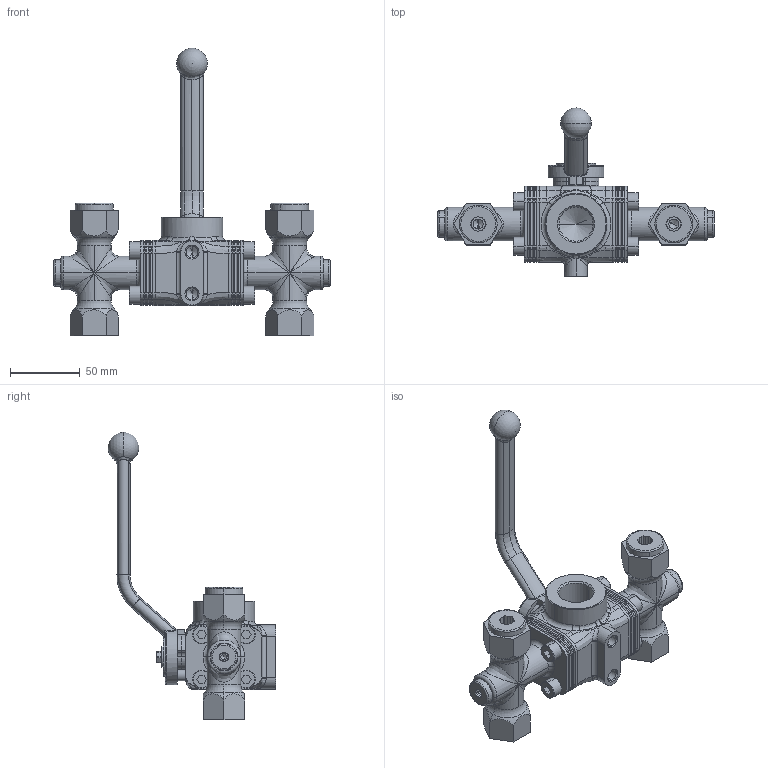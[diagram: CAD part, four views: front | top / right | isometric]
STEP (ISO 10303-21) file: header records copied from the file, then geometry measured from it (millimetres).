
FILE_DESCRIPTION (( 'STEP AP214' ), '1' );
FILE_NAME ('2700-B02-GF-A01-15-f+f-20+15-M4541.STEP', '2016-02-18T15:22:35', ( '' ), ( '' ), 'SwSTEP 2.0', 'SolidWorks 2014', '' );
FILE_SCHEMA (( 'AUTOMOTIVE_DESIGN' ));
Length unit declared in the file: millimetre
Products named in the file (3): 2700B02GFA0115FF2015M4541-Hebel; 2700B01GFA0115FF2015M4541-Basis; 2700-B02-GF-A01-15-f+f-20+15-M4541
Assembly tree (2 placements, depth 2):
  2700-B02-GF-A01-15-f+f-20+15-M4541
    2700B01GFA0115FF2015M4541-Basis
    2700B02GFA0115FF2015M4541-Hebel
Bounding box: 198 x 120.2 x 206 mm (x, y, z)
Volume: 368562.1 mm3; surface area: 103474.5 mm2
Topology: 22 solids, 22 shells, 1438 faces, 3475 edges, 2118 vertices
Faces by surface type: plane 556, cylinder 337, bspline 241, torus 174, cone 126, sphere 4
Entity records: 72075 total; most frequent: CARTESIAN_POINT 23751, ORIENTED_EDGE 6802, DIRECTION 6453, EDGE_CURVE 3401, AXIS2_PLACEMENT_3D 2357, VERTEX_POINT 2114, LINE 1739, VECTOR 1739
